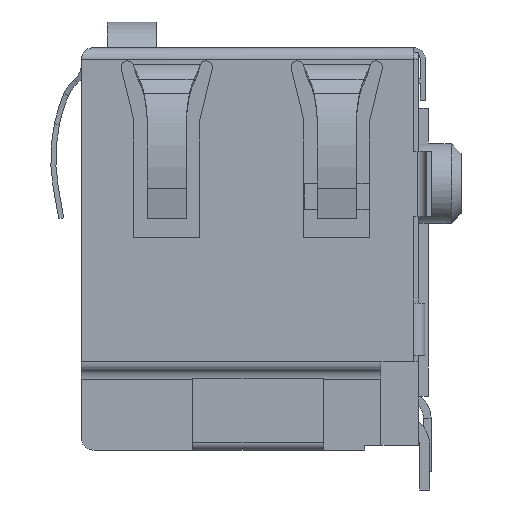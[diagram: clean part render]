
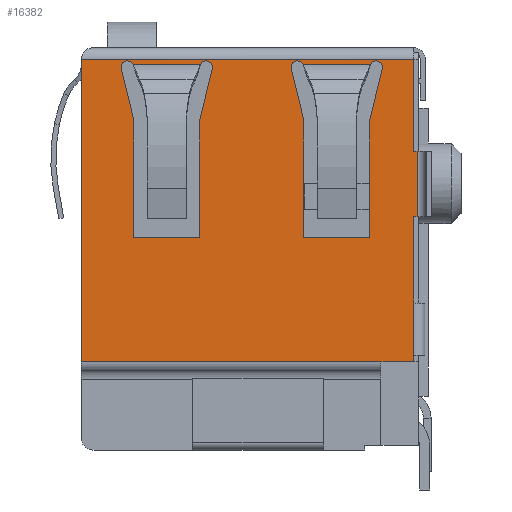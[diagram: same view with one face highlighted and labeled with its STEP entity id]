
A CAD part, left-side view. The second image highlights one B-rep face of the part: STEP entity #16382.
In plain terms, the highlighted planar face has unit normal (-1, 0, 0).
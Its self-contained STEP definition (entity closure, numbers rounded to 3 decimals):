
#138=DIRECTION('',(0.,0.,1.));
#139=VECTOR('',#138,11.74);
#140=CARTESIAN_POINT('',(-8.13,6.735,-12.19));
#141=LINE('',#140,#139);
#4819=CARTESIAN_POINT('',(-8.13,-1.655,-0.76));
#4820=DIRECTION('',(-1.,0.,0.));
#4821=DIRECTION('',(0.,-0.877,0.48));
#4822=AXIS2_PLACEMENT_3D('',#4819,#4820,#4821);
#4824=DIRECTION('',(0.,-0.237,-0.972));
#4825=VECTOR('',#4824,2.039);
#4826=CARTESIAN_POINT('',(-8.13,-1.412,-0.819));
#4827=LINE('',#4826,#4825);
#4828=DIRECTION('',(0.,0.,-1.));
#4829=VECTOR('',#4828,4.57);
#4830=CARTESIAN_POINT('',(-8.13,-1.895,-2.8));
#4831=LINE('',#4830,#4829);
#4832=DIRECTION('',(0.,-1.,0.));
#4833=VECTOR('',#4832,2.57);
#4834=CARTESIAN_POINT('',(-8.13,-1.895,-7.37));
#4835=LINE('',#4834,#4833);
#4836=DIRECTION('',(0.,0.,1.));
#4837=VECTOR('',#4836,4.57);
#4838=CARTESIAN_POINT('',(-8.13,-4.465,-7.37));
#4839=LINE('',#4838,#4837);
#4840=DIRECTION('',(0.,-0.237,0.972));
#4841=VECTOR('',#4840,2.039);
#4842=CARTESIAN_POINT('',(-8.13,-4.465,-2.8));
#4843=LINE('',#4842,#4841);
#4844=CARTESIAN_POINT('',(-8.13,-4.705,-0.76));
#4845=DIRECTION('',(-1.,0.,0.));
#4846=DIRECTION('',(0.,-0.972,-0.237));
#4847=AXIS2_PLACEMENT_3D('',#4844,#4845,#4846);
#4849=DIRECTION('',(0.,1.,0.));
#4850=VECTOR('',#4849,2.611);
#4851=CARTESIAN_POINT('',(-8.13,-4.486,-0.64));
#4852=LINE('',#4851,#4850);
#4853=CARTESIAN_POINT('',(-8.13,4.945,-0.76));
#4854=DIRECTION('',(-1.,0.,0.));
#4855=DIRECTION('',(0.,-0.877,0.48));
#4856=AXIS2_PLACEMENT_3D('',#4853,#4854,#4855);
#4858=DIRECTION('',(0.,-0.237,-0.972));
#4859=VECTOR('',#4858,2.039);
#4860=CARTESIAN_POINT('',(-8.13,5.188,-0.819));
#4861=LINE('',#4860,#4859);
#4862=DIRECTION('',(0.,0.,-1.));
#4863=VECTOR('',#4862,4.57);
#4864=CARTESIAN_POINT('',(-8.13,4.705,-2.8));
#4865=LINE('',#4864,#4863);
#4866=DIRECTION('',(0.,-1.,0.));
#4867=VECTOR('',#4866,2.57);
#4868=CARTESIAN_POINT('',(-8.13,4.705,-7.37));
#4869=LINE('',#4868,#4867);
#4870=DIRECTION('',(0.,0.,1.));
#4871=VECTOR('',#4870,4.57);
#4872=CARTESIAN_POINT('',(-8.13,2.135,-7.37));
#4873=LINE('',#4872,#4871);
#4874=DIRECTION('',(0.,-0.237,0.972));
#4875=VECTOR('',#4874,2.039);
#4876=CARTESIAN_POINT('',(-8.13,2.135,-2.8));
#4877=LINE('',#4876,#4875);
#4878=CARTESIAN_POINT('',(-8.13,1.895,-0.76));
#4879=DIRECTION('',(-1.,0.,0.));
#4880=DIRECTION('',(0.,-0.972,-0.237));
#4881=AXIS2_PLACEMENT_3D('',#4878,#4879,#4880);
#4883=DIRECTION('',(0.,1.,0.));
#4884=VECTOR('',#4883,2.611);
#4885=CARTESIAN_POINT('',(-8.13,2.114,-0.64));
#4886=LINE('',#4885,#4884);
#4887=DIRECTION('',(0.,0.,1.));
#4888=VECTOR('',#4887,0.25);
#4889=CARTESIAN_POINT('',(-8.13,-6.165,-12.19));
#4890=LINE('',#4889,#4888);
#4891=DIRECTION('',(0.,1.,0.));
#4892=VECTOR('',#4891,1.27);
#4893=CARTESIAN_POINT('',(-8.13,-6.165,-12.19));
#4894=LINE('',#4893,#4892);
#4895=DIRECTION('',(0.,-1.,0.));
#4896=VECTOR('',#4895,11.63);
#4897=CARTESIAN_POINT('',(-8.13,6.735,-12.19));
#4898=LINE('',#4897,#4896);
#4899=DIRECTION('',(0.,0.,1.));
#4900=VECTOR('',#4899,3.575);
#4901=CARTESIAN_POINT('',(-8.13,-6.165,-4.025));
#4902=LINE('',#4901,#4900);
#4903=DIRECTION('',(0.,0.,1.));
#4904=VECTOR('',#4903,3.345);
#4905=CARTESIAN_POINT('',(-8.13,-6.165,-9.91));
#4906=LINE('',#4905,#4904);
#4907=DIRECTION('',(0.,0.,1.));
#4908=VECTOR('',#4907,2.03);
#4909=CARTESIAN_POINT('',(-8.13,-6.165,-11.94));
#4910=LINE('',#4909,#4908);
#6173=DIRECTION('',(0.,-1.,0.));
#6174=VECTOR('',#6173,12.9);
#6175=CARTESIAN_POINT('',(-8.13,6.735,-0.45));
#6176=LINE('',#6175,#6174);
#6225=DIRECTION('',(0.,-1.,0.));
#6226=VECTOR('',#6225,0.13);
#6227=CARTESIAN_POINT('',(-8.13,-6.165,-4.025));
#6228=LINE('',#6227,#6226);
#6263=DIRECTION('',(0.,-1.,0.));
#6264=VECTOR('',#6263,0.13);
#6265=CARTESIAN_POINT('',(-8.13,-6.165,-6.565));
#6266=LINE('',#6265,#6264);
#6323=DIRECTION('',(0.,0.,1.));
#6324=VECTOR('',#6323,2.54);
#6325=CARTESIAN_POINT('',(-8.13,-6.295,-6.565));
#6326=LINE('',#6325,#6324);
#7678=CARTESIAN_POINT('',(-8.13,6.735,-12.19));
#7679=VERTEX_POINT('',#7678);
#7680=CARTESIAN_POINT('',(-8.13,6.735,-0.45));
#7682=VERTEX_POINT('',#7680);
#7794=CARTESIAN_POINT('',(-8.13,-4.465,-7.37));
#7795=CARTESIAN_POINT('',(-8.13,-4.465,-2.8));
#7796=VERTEX_POINT('',#7794);
#7797=VERTEX_POINT('',#7795);
#7798=CARTESIAN_POINT('',(-8.13,-4.948,-0.819));
#7799=VERTEX_POINT('',#7798);
#7800=CARTESIAN_POINT('',(-8.13,-1.412,-0.819));
#7801=CARTESIAN_POINT('',(-8.13,-1.895,-2.8));
#7802=VERTEX_POINT('',#7800);
#7803=VERTEX_POINT('',#7801);
#7804=CARTESIAN_POINT('',(-8.13,-1.895,-7.37));
#7805=VERTEX_POINT('',#7804);
#7870=CARTESIAN_POINT('',(-8.13,2.135,-7.37));
#7871=CARTESIAN_POINT('',(-8.13,2.135,-2.8));
#7872=VERTEX_POINT('',#7870);
#7873=VERTEX_POINT('',#7871);
#7874=CARTESIAN_POINT('',(-8.13,1.652,-0.819));
#7875=VERTEX_POINT('',#7874);
#7876=CARTESIAN_POINT('',(-8.13,5.188,-0.819));
#7877=CARTESIAN_POINT('',(-8.13,4.705,-2.8));
#7878=VERTEX_POINT('',#7876);
#7879=VERTEX_POINT('',#7877);
#7880=CARTESIAN_POINT('',(-8.13,4.705,-7.37));
#7881=VERTEX_POINT('',#7880);
#7988=CARTESIAN_POINT('',(-8.13,-4.486,-0.64));
#7989=CARTESIAN_POINT('',(-8.13,-1.874,-0.64));
#7990=VERTEX_POINT('',#7988);
#7991=VERTEX_POINT('',#7989);
#8125=CARTESIAN_POINT('',(-8.13,-6.165,-0.45));
#8126=VERTEX_POINT('',#8125);
#8163=CARTESIAN_POINT('',(-8.13,-4.895,-12.19));
#8164=VERTEX_POINT('',#8163);
#8165=CARTESIAN_POINT('',(-8.13,-6.165,-12.19));
#8166=VERTEX_POINT('',#8165);
#8223=CARTESIAN_POINT('',(-8.13,-6.165,-6.565));
#8225=VERTEX_POINT('',#8223);
#8231=CARTESIAN_POINT('',(-8.13,-6.165,-4.025));
#8233=VERTEX_POINT('',#8231);
#8239=CARTESIAN_POINT('',(-8.13,-6.295,-6.565));
#8240=VERTEX_POINT('',#8239);
#8241=CARTESIAN_POINT('',(-8.13,-6.295,-4.025));
#8242=VERTEX_POINT('',#8241);
#8557=CARTESIAN_POINT('',(-8.13,-6.165,-11.94));
#8558=CARTESIAN_POINT('',(-8.13,-6.165,-9.91));
#8559=VERTEX_POINT('',#8557);
#8560=VERTEX_POINT('',#8558);
#8924=CARTESIAN_POINT('',(-8.13,2.114,-0.64));
#8925=CARTESIAN_POINT('',(-8.13,4.726,-0.64));
#8926=VERTEX_POINT('',#8924);
#8927=VERTEX_POINT('',#8925);
#16323=CARTESIAN_POINT('',(-8.13,6.735,-12.19));
#16324=DIRECTION('',(-1.,0.,0.));
#16325=DIRECTION('',(0.,0.,1.));
#16326=AXIS2_PLACEMENT_3D('',#16323,#16324,#16325);
#16327=PLANE('',#16326);
#16328=ORIENTED_EDGE('',*,*,#10792,.F.);
#16330=ORIENTED_EDGE('',*,*,#16329,.T.);
#16332=ORIENTED_EDGE('',*,*,#16331,.F.);
#16333=ORIENTED_EDGE('',*,*,#9758,.T.);
#16335=ORIENTED_EDGE('',*,*,#16334,.T.);
#16336=ORIENTED_EDGE('',*,*,#10808,.F.);
#16338=ORIENTED_EDGE('',*,*,#16337,.T.);
#16340=ORIENTED_EDGE('',*,*,#16339,.F.);
#16342=ORIENTED_EDGE('',*,*,#16341,.F.);
#16343=ORIENTED_EDGE('',*,*,#10800,.F.);
#16345=ORIENTED_EDGE('',*,*,#16344,.F.);
#16346=EDGE_LOOP('',(#16328,#16330,#16332,#16333,#16335,#16336,#16338,#16340,
#16342,#16343,#16345));
#16347=FACE_OUTER_BOUND('',#16346,.F.);
#16349=ORIENTED_EDGE('',*,*,#16348,.T.);
#16351=ORIENTED_EDGE('',*,*,#16350,.T.);
#16353=ORIENTED_EDGE('',*,*,#16352,.T.);
#16355=ORIENTED_EDGE('',*,*,#16354,.T.);
#16357=ORIENTED_EDGE('',*,*,#16356,.T.);
#16359=ORIENTED_EDGE('',*,*,#16358,.T.);
#16361=ORIENTED_EDGE('',*,*,#16360,.T.);
#16363=ORIENTED_EDGE('',*,*,#16362,.T.);
#16364=EDGE_LOOP('',(#16349,#16351,#16353,#16355,#16357,#16359,#16361,#16363));
#16365=FACE_BOUND('',#16364,.F.);
#16366=ORIENTED_EDGE('',*,*,#16304,.T.);
#16367=ORIENTED_EDGE('',*,*,#16314,.T.);
#16369=ORIENTED_EDGE('',*,*,#16368,.T.);
#16371=ORIENTED_EDGE('',*,*,#16370,.T.);
#16373=ORIENTED_EDGE('',*,*,#16372,.T.);
#16375=ORIENTED_EDGE('',*,*,#16374,.T.);
#16377=ORIENTED_EDGE('',*,*,#16376,.T.);
#16379=ORIENTED_EDGE('',*,*,#16378,.T.);
#16380=EDGE_LOOP('',(#16366,#16367,#16369,#16371,#16373,#16375,#16377,#16379));
#16381=FACE_BOUND('',#16380,.F.);
#4823=CIRCLE('',#4822,0.25);
#4848=CIRCLE('',#4847,0.25);
#4857=CIRCLE('',#4856,0.25);
#4882=CIRCLE('',#4881,0.25);
#9758=EDGE_CURVE('',#7679,#7682,#141,.T.);
#10792=EDGE_CURVE('',#8166,#8559,#4890,.T.);
#10800=EDGE_CURVE('',#8560,#8225,#4906,.T.);
#10808=EDGE_CURVE('',#8233,#8126,#4902,.T.);
#16304=EDGE_CURVE('',#7991,#7802,#4823,.T.);
#16314=EDGE_CURVE('',#7802,#7803,#4827,.T.);
#16329=EDGE_CURVE('',#8166,#8164,#4894,.T.);
#16331=EDGE_CURVE('',#7679,#8164,#4898,.T.);
#16334=EDGE_CURVE('',#7682,#8126,#6176,.T.);
#16337=EDGE_CURVE('',#8233,#8242,#6228,.T.);
#16339=EDGE_CURVE('',#8240,#8242,#6326,.T.);
#16341=EDGE_CURVE('',#8225,#8240,#6266,.T.);
#16344=EDGE_CURVE('',#8559,#8560,#4910,.T.);
#16348=EDGE_CURVE('',#8927,#7878,#4857,.T.);
#16350=EDGE_CURVE('',#7878,#7879,#4861,.T.);
#16352=EDGE_CURVE('',#7879,#7881,#4865,.T.);
#16354=EDGE_CURVE('',#7881,#7872,#4869,.T.);
#16356=EDGE_CURVE('',#7872,#7873,#4873,.T.);
#16358=EDGE_CURVE('',#7873,#7875,#4877,.T.);
#16360=EDGE_CURVE('',#7875,#8926,#4882,.T.);
#16362=EDGE_CURVE('',#8926,#8927,#4886,.T.);
#16368=EDGE_CURVE('',#7803,#7805,#4831,.T.);
#16370=EDGE_CURVE('',#7805,#7796,#4835,.T.);
#16372=EDGE_CURVE('',#7796,#7797,#4839,.T.);
#16374=EDGE_CURVE('',#7797,#7799,#4843,.T.);
#16376=EDGE_CURVE('',#7799,#7990,#4848,.T.);
#16378=EDGE_CURVE('',#7990,#7991,#4852,.T.);
#16382=ADVANCED_FACE('',(#16347,#16365,#16381),#16327,.T.);
